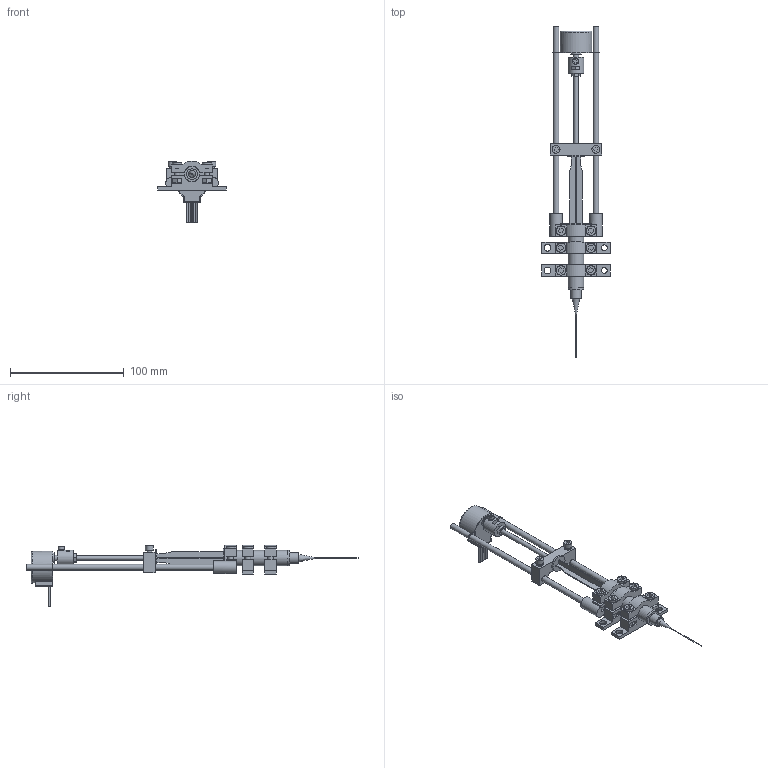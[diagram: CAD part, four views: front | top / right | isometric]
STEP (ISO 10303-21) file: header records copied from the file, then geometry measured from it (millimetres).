
FILE_DESCRIPTION(/* description */ ('Unknown'),/* implementation_level */ '2;1');
FILE_NAME(/* name */ '5ml Glue Extruder Assembly',/* time_stamp */ '2023-06-03T09:28:30-04:00',/* author */ ('Unknown'),/* organization */ ('Unknown'),/* preprocessor_version */ 'ST-DEVELOPER v18.102',/* originating_system */ 'Solid Edge',/* authorisation */ 'Unknown');
FILE_SCHEMA (('AUTOMOTIVE_DESIGN {1 0 10303 214 3 1 1}'));
Length unit declared in the file: millimetre
Products named in the file (20): 5ml Glue Extruder Assembly; 5ml Seringe Assembly; 5ml Seringe Press; 5ml Seringe Main; 5ml Main Clamp Bottom; 5ml Mount Clamp; M5 Nut; 5ml Main Clamp Top; M5 12mm Socket Head Bolt; Needle; M5 175mm Rod; Stationary Thread Holding Block; M4 6mm OD 10mm Deep Threaded Insert; M4 12mm Socket Head Bolt; 5V Stepper Motor; M4 80mm Threaded Rod; 5V Stepper Motor Coupler to M4 Threaded Rod; M4 Nut; M3 5mm OD 4mm Deep Threaded Insert; M3 6mm Socket Head Bolt
Assembly tree (37 placements, depth 3):
  5ml Glue Extruder Assembly
    5ml Seringe Assembly
      5ml Seringe Press
      5ml Seringe Main
    5ml Main Clamp Bottom
    5ml Mount Clamp  x2
    M5 Nut  x6
    5ml Main Clamp Top  x3
    M5 12mm Socket Head Bolt  x6
    Needle
    M5 175mm Rod  x2
    Stationary Thread Holding Block
    M4 6mm OD 10mm Deep Threaded Insert  x3
    M4 12mm Socket Head Bolt  x2
    5V Stepper Motor
    M4 80mm Threaded Rod
    5V Stepper Motor Coupler to M4 Threaded Rod
    M4 Nut  x2
    M3 5mm OD 4mm Deep Threaded Insert
    M3 6mm Socket Head Bolt
Bounding box: 60 x 292 x 54.5 mm (x, y, z)
Volume: 53333.7 mm3; surface area: 44801.8 mm2
Topology: 36 solids, 36 shells, 531 faces, 1196 edges, 797 vertices
Faces by surface type: plane 381, cylinder 132, cone 17, torus 1
Full cylindrical faces by diameter (mm): 0.5 x1, 1.5 x5, 2.25 x1, 3 x2, 4 x9, 4.2 x2, 4.25 x2, 4.5 x1, 5 x21, 5.024 x2, 5.2 x1, 5.25 x9, 5.5 x1, 6 x26, 6.9 x2, 8.1 x6, 8.5 x6, 9 x1, 9.5 x1, 11 x1, 11.25 x1, 13 x1, 13.5 x1, 14 x1, 15 x1, 28 x1
Entity records: 9861 total; most frequent: CARTESIAN_POINT 1518, DIRECTION 1507, ORIENTED_EDGE 1256, EDGE_CURVE 628, AXIS2_PLACEMENT_3D 543, EDGE_LOOP 465, FACE_BOUND 465, VERTEX_POINT 461
